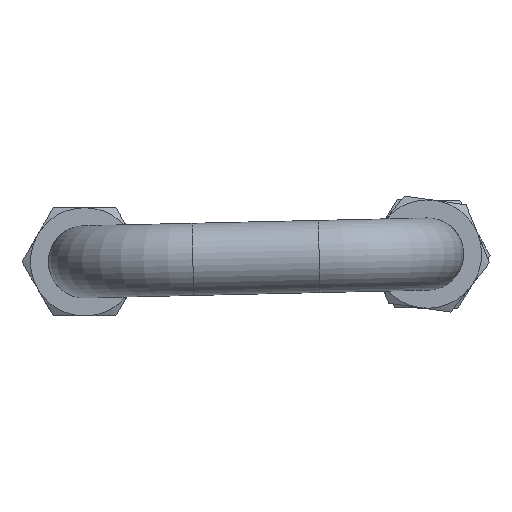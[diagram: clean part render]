
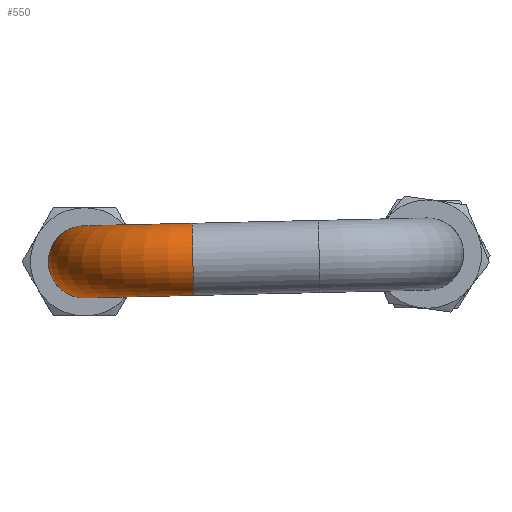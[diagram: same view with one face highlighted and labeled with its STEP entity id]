
A CAD part, left-side view. The second image highlights one B-rep face of the part: STEP entity #550.
In plain terms, the highlighted toroidal (fillet/blend) face has major radius 19.05 mm and minor radius 6.35 mm.
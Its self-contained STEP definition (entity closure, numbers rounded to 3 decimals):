
#62=TOROIDAL_SURFACE('',#679,19.05,6.35);
#107=FACE_OUTER_BOUND('',#145,.T.);
#145=EDGE_LOOP('',(#422,#423,#424,#425,#426,#427));
#220=CIRCLE('',#673,6.35);
#221=CIRCLE('',#674,6.35);
#222=CIRCLE('',#677,6.35);
#223=CIRCLE('',#678,6.35);
#224=CIRCLE('',#680,12.7);
#258=VERTEX_POINT('',#959);
#259=VERTEX_POINT('',#960);
#260=VERTEX_POINT('',#966);
#261=VERTEX_POINT('',#968);
#313=EDGE_CURVE('',#258,#259,#220,.T.);
#315=EDGE_CURVE('',#259,#258,#221,.T.);
#317=EDGE_CURVE('',#261,#260,#222,.T.);
#318=EDGE_CURVE('',#260,#261,#223,.T.);
#319=EDGE_CURVE('',#261,#258,#224,.T.);
#422=ORIENTED_EDGE('',*,*,#317,.T.);
#423=ORIENTED_EDGE('',*,*,#318,.T.);
#424=ORIENTED_EDGE('',*,*,#319,.T.);
#425=ORIENTED_EDGE('',*,*,#315,.F.);
#426=ORIENTED_EDGE('',*,*,#313,.F.);
#427=ORIENTED_EDGE('',*,*,#319,.F.);
#550=ADVANCED_FACE('',(#107),#62,.T.);
#673=AXIS2_PLACEMENT_3D('',#961,#790,#791);
#674=AXIS2_PLACEMENT_3D('',#963,#793,#794);
#677=AXIS2_PLACEMENT_3D('',#969,#800,#801);
#678=AXIS2_PLACEMENT_3D('',#970,#802,#803);
#679=AXIS2_PLACEMENT_3D('',#971,#804,#805);
#680=AXIS2_PLACEMENT_3D('',#972,#806,#807);
#790=DIRECTION('center_axis',(1.,0.,0.));
#791=DIRECTION('ref_axis',(0.,-1.,0.));
#793=DIRECTION('center_axis',(1.,0.,0.));
#794=DIRECTION('ref_axis',(0.,-1.,0.));
#800=DIRECTION('center_axis',(0.,1.,0.));
#801=DIRECTION('ref_axis',(1.,0.,0.));
#802=DIRECTION('center_axis',(0.,1.,0.));
#803=DIRECTION('ref_axis',(1.,0.,0.));
#804=DIRECTION('center_axis',(0.,0.,1.));
#805=DIRECTION('ref_axis',(1.,0.,0.));
#806=DIRECTION('center_axis',(0.,0.,-1.));
#807=DIRECTION('ref_axis',(1.,0.,0.));
#959=CARTESIAN_POINT('',(-139.7,-6.35,0.));
#960=CARTESIAN_POINT('',(-139.7,6.35,0.));
#961=CARTESIAN_POINT('Origin',(-139.7,0.,0.));
#963=CARTESIAN_POINT('Origin',(-139.7,0.,0.));
#966=CARTESIAN_POINT('',(-165.1,-19.05,0.));
#968=CARTESIAN_POINT('',(-152.4,-19.05,0.));
#969=CARTESIAN_POINT('Origin',(-158.75,-19.05,0.));
#970=CARTESIAN_POINT('Origin',(-158.75,-19.05,0.));
#971=CARTESIAN_POINT('Origin',(-139.7,-19.05,0.));
#972=CARTESIAN_POINT('Origin',(-139.7,-19.05,0.));
